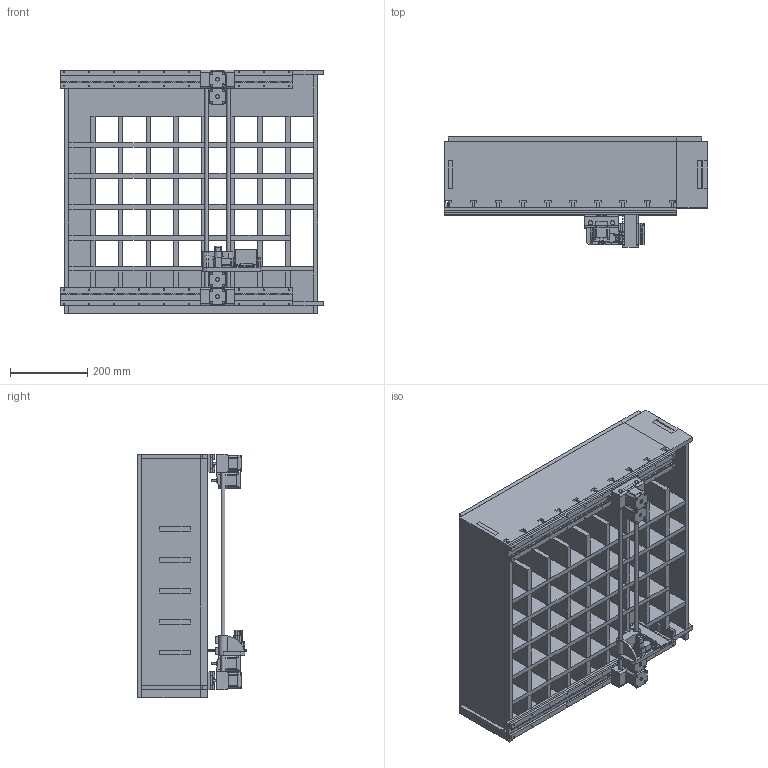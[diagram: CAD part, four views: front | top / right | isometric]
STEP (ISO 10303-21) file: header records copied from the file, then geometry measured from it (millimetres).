
FILE_DESCRIPTION(/* description */ (''),/* implementation_level */ '2;1');
FILE_NAME(/* name */ 'assemblymain.step',/* time_stamp */ '2018-06-12T13:16:34+06:00',/* author */ (''),/* organization */ (''),/* preprocessor_version */ 'ST-DEVELOPER v17',/* originating_system */ 'Autodesk Translation Framework v7.1.0.215',/* authorisation */ '');
FILE_SCHEMA (('AUTOMOTIVE_DESIGN { 1 0 10303 214 3 1 1 }'));
Products named in the file (59): Untitled; end_effector; end_base; Erack; rack_wedge_bottom; rack_wedge_top; rack_top; rack; pinion; end_effect_gearm (1); end_effect_gearm; BO Motor; box; none; Y_AXIS; Component24; Component25; x_AXIS; rail_cut v2; Rail; rail_base; rail_top_hold; rail_bottom_hold; top_stopper; bottom_rack; moving_block; TL_rail_adaptor; TR_rail_adaptor; nema 17; Component1; rail_cut v2(Mirror); Rail(Mirror); rail_base(Mirror); rail_top_hold(Mirror); rail_bottom_hold(Mirror); top_stopper(Mirror); bottom_rack(Mirror); moving_block(Mirror); TL_rail_adaptor(Mirror); TR_rail_adaptor(Mirror) ...
Assembly tree (68 placements, depth 5):
  Untitled
    end_effector
      end_base
      Erack
        rack_wedge_bottom
        rack_wedge_top
        rack_top
        rack
      pinion
        end_effect_gearm (1)
        end_effect_gearm
        BO Motor
    box
    none
    Y_AXIS
      Component24
      Component25
    x_AXIS
      rail_cut v2
        Rail
          rail_base
          rail_top_hold
          rail_bottom_hold
          top_stopper
          bottom_rack
        moving_block
    TL_rail_adaptor
    TR_rail_adaptor
    nema 17
      Component1
    rail_cut v2(Mirror)
      Rail(Mirror)
        rail_base(Mirror)
        rail_top_hold(Mirror)
        rail_bottom_hold(Mirror)
        top_stopper(Mirror)
        bottom_rack(Mirror)
      moving_block(Mirror)
    TL_rail_adaptor(Mirror)
    TR_rail_adaptor(Mirror)
    stepper_holder(Mirror)
    nema 17 v1(Mirror)
      Component1(Mirror)
    nema 17 v1(Mirror)_1
      Component1(Mirror)
    gear v1(Mirror)
    PULLEY, GT2, 3 mm BORE,  16 TEETH, 3 mm BELT WIDTH v1(Mirror)
    Component50
    Component50(Mirror)
    Component53
    Component53(Mirror)
    Component55  x4
    stepper_holder(Mirror)(Mirror)
    nema 17 v1(Mirror)(Mirror)
      Component1(Mirror)(Mirror)
    PULLEY, GT2, 3 mm BORE,  16 TEETH, 3 mm BELT WIDTH v1(Mirror)(Mirror)
    Component60
    Component61  x7
    Component62
    Component63
Bounding box: 680 x 283.97 x 630 mm (x, y, z)
Volume: 22367659.8 mm3; surface area: 4668548.1 mm2
Topology: 66 solids, 66 shells, 3609 faces, 10310 edges, 6879 vertices
Faces by surface type: plane 3048, cylinder 537, cone 18, sphere 4, torus 2
Full cylindrical faces by diameter (mm): 2 x1, 2.2 x2, 2.5 x4, 2.529 x16, 2.9 x120, 2.929 x8, 3 x2, 3.329 x8, 4 x1, 5 x9, 6 x19, 6.141 x1, 7 x1, 8 x1, 9.5 x4, 10 x10, 10.36 x4, 12 x4, 13 x2, 22 x4, 22.8 x2, 23 x2
Entity records: 107138 total; most frequent: CARTESIAN_POINT 19101, ORIENTED_EDGE 18472, DIRECTION 16963, EDGE_CURVE 9236, LINE 8147, VECTOR 8147, VERTEX_POINT 6158, AXIS2_PLACEMENT_3D 4408
